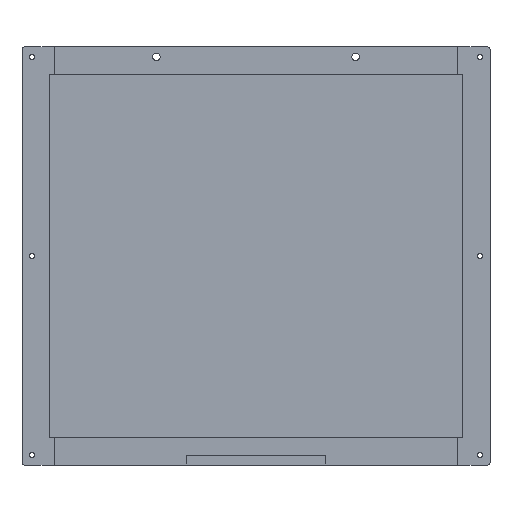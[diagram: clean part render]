
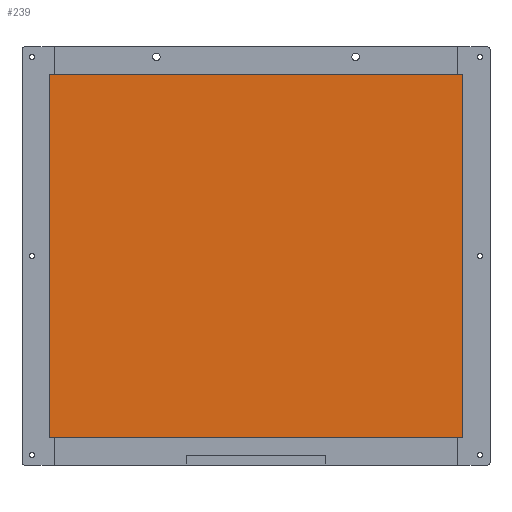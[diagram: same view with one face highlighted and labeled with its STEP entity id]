
A CAD part, top view. The second image highlights one B-rep face of the part: STEP entity #239.
In plain terms, the highlighted planar face has unit normal (0, 0, 1).
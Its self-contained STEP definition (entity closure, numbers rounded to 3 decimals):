
#33 = CARTESIAN_POINT ( 'NONE',  ( 415., -365., 7.6 ) ) ;
#59 = VECTOR ( 'NONE', #852, 1000. ) ;
#79 = ORIENTED_EDGE ( 'NONE', *, *, #796, .T. ) ;
#87 = VECTOR ( 'NONE', #963, 1000. ) ;
#107 = CARTESIAN_POINT ( 'NONE',  ( -415., -365., 7.6 ) ) ;
#115 = VERTEX_POINT ( 'NONE', #1361 ) ;
#161 = LINE ( 'NONE', #212, #87 ) ;
#189 = CARTESIAN_POINT ( 'NONE',  ( 0., 0., 7.6 ) ) ;
#212 = CARTESIAN_POINT ( 'NONE',  ( 415., 365., 7.6 ) ) ;
#239 = ADVANCED_FACE ( 'NONE', ( #1039 ), #938, .T. ) ;
#246 = VECTOR ( 'NONE', #705, 1000. ) ;
#377 = EDGE_CURVE ( 'NONE', #1196, #1007, #1038, .T. ) ;
#397 = LINE ( 'NONE', #1275, #564 ) ;
#407 = DIRECTION ( 'NONE',  ( 0., 0., 1. ) ) ;
#458 = EDGE_LOOP ( 'NONE', ( #793, #955, #79, #1042 ) ) ;
#484 = VERTEX_POINT ( 'NONE', #33 ) ;
#488 = CARTESIAN_POINT ( 'NONE',  ( 415., -365., 7.6 ) ) ;
#521 = LINE ( 'NONE', #488, #246 ) ;
#544 = EDGE_CURVE ( 'NONE', #484, #115, #521, .T. ) ;
#547 = CARTESIAN_POINT ( 'NONE',  ( -415., 365., 7.6 ) ) ;
#564 = VECTOR ( 'NONE', #1161, 1000. ) ;
#705 = DIRECTION ( 'NONE',  ( 0., 1., 0. ) ) ;
#793 = ORIENTED_EDGE ( 'NONE', *, *, #1044, .T. ) ;
#796 = EDGE_CURVE ( 'NONE', #1007, #484, #397, .T. ) ;
#852 = DIRECTION ( 'NONE',  ( 0., -1., 0. ) ) ;
#938 = PLANE ( 'NONE',  #976 ) ;
#949 = DIRECTION ( 'NONE',  ( 1., 0., 0. ) ) ;
#955 = ORIENTED_EDGE ( 'NONE', *, *, #377, .T. ) ;
#958 = CARTESIAN_POINT ( 'NONE',  ( -415., 365., 7.6 ) ) ;
#963 = DIRECTION ( 'NONE',  ( -1., 0., 0. ) ) ;
#976 = AXIS2_PLACEMENT_3D ( 'NONE', #189, #407, #949 ) ;
#1007 = VERTEX_POINT ( 'NONE', #107 ) ;
#1038 = LINE ( 'NONE', #547, #59 ) ;
#1039 = FACE_OUTER_BOUND ( 'NONE', #458, .T. ) ;
#1042 = ORIENTED_EDGE ( 'NONE', *, *, #544, .T. ) ;
#1044 = EDGE_CURVE ( 'NONE', #115, #1196, #161, .T. ) ;
#1161 = DIRECTION ( 'NONE',  ( 1., 0., 0. ) ) ;
#1196 = VERTEX_POINT ( 'NONE', #958 ) ;
#1275 = CARTESIAN_POINT ( 'NONE',  ( -415., -365., 7.6 ) ) ;
#1361 = CARTESIAN_POINT ( 'NONE',  ( 415., 365., 7.6 ) ) ;
